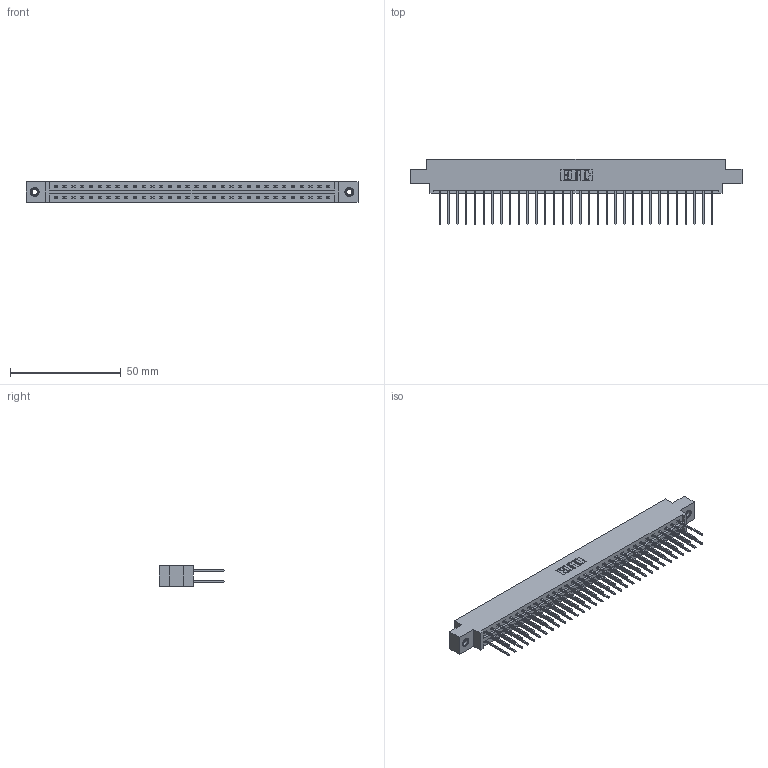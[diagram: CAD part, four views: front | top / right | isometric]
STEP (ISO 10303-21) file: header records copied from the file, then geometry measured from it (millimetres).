
FILE_DESCRIPTION (( 'STEP AP203' ), '1' );
FILE_NAME ('387-064-540-807.STEP', '2018-09-21T07:27:57', ( '' ), ( '' ), 'SwSTEP 2.0', 'SolidWorks 2016', '' );
FILE_SCHEMA (( 'CONFIG_CONTROL_DESIGN' ));
Length unit declared in the file: inch
Products named in the file (4): 337 Part_0.170 Offset - 0.156 Dia-TI; 345-292-001_345-293-140; 345-250-001_345-250-005-103; 387-064-540-807
Assembly tree (67 placements, depth 2):
  387-064-540-807
    337 Part_0.170 Offset - 0.156 Dia-TI
    345-292-001_345-293-140  x64
    345-250-001_345-250-005-103  x2
Bounding box: 149.81 x 29.47 x 9.4 mm (x, y, z)
Volume: 15766.6 mm3; surface area: 19070.1 mm2
Topology: 67 solids, 67 shells, 3634 faces, 10763 edges, 7082 vertices
Faces by surface type: plane 2538, cylinder 1080, cone 12, torus 4
Entity records: 27440 total; most frequent: CARTESIAN_POINT 4613, ORIENTED_EDGE 4542, DIRECTION 3973, EDGE_CURVE 2271, VECTOR 2123, LINE 2123, VERTEX_POINT 1508, AXIS2_PLACEMENT_3D 925
